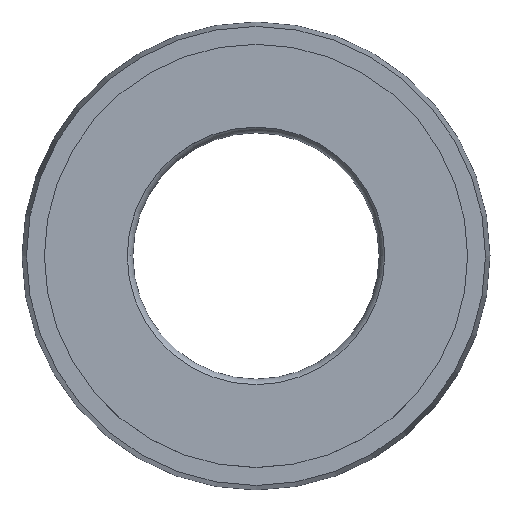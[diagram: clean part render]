
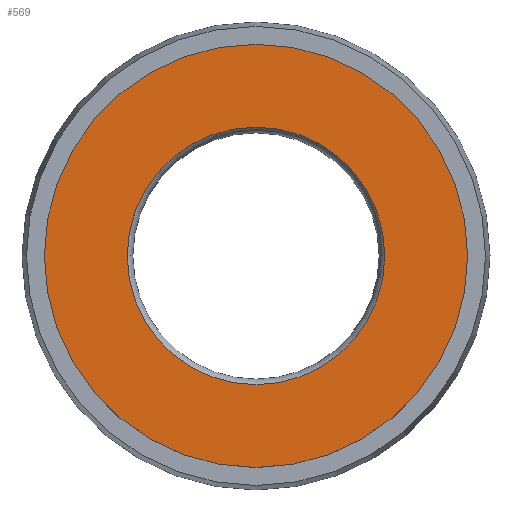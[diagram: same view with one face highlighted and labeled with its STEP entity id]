
A CAD part, top view. The second image highlights one B-rep face of the part: STEP entity #569.
In plain terms, the highlighted planar face has unit normal (0, 0, 1).
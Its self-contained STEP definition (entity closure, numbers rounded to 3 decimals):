
#3 = EDGE_CURVE ( 'NONE', #75, #236, #17, .T. ) ;
#17 = CIRCLE ( 'NONE', #83, 5.75 ) ;
#29 = PLANE ( 'NONE',  #256 ) ;
#64 = CARTESIAN_POINT ( 'NONE',  ( 0., 0., 0. ) ) ;
#75 = VERTEX_POINT ( 'NONE', #523 ) ;
#83 = AXIS2_PLACEMENT_3D ( 'NONE', #64, #171, #617 ) ;
#109 = DIRECTION ( 'NONE',  ( 0., 0., 1. ) ) ;
#167 = EDGE_CURVE ( 'NONE', #236, #75, #294, .T. ) ;
#171 = DIRECTION ( 'NONE',  ( 0., 0., 1. ) ) ;
#223 = EDGE_CURVE ( 'NONE', #235, #295, #441, .T. ) ;
#235 = VERTEX_POINT ( 'NONE', #644 ) ;
#236 = VERTEX_POINT ( 'NONE', #271 ) ;
#256 = AXIS2_PLACEMENT_3D ( 'NONE', #317, #307, #516 ) ;
#271 = CARTESIAN_POINT ( 'NONE',  ( -5.75, 0., 0. ) ) ;
#277 = CARTESIAN_POINT ( 'NONE',  ( 0., 0., 0. ) ) ;
#294 = CIRCLE ( 'NONE', #486, 5.75 ) ;
#295 = VERTEX_POINT ( 'NONE', #447 ) ;
#307 = DIRECTION ( 'NONE',  ( 0., 0., -1. ) ) ;
#317 = CARTESIAN_POINT ( 'NONE',  ( 0., 0., 0. ) ) ;
#347 = CIRCLE ( 'NONE', #615, 9.45 ) ;
#351 = DIRECTION ( 'NONE',  ( 1., 0., 0. ) ) ;
#359 = ORIENTED_EDGE ( 'NONE', *, *, #3, .F. ) ;
#361 = EDGE_CURVE ( 'NONE', #295, #235, #347, .T. ) ;
#370 = ORIENTED_EDGE ( 'NONE', *, *, #167, .F. ) ;
#380 = FACE_BOUND ( 'NONE', #479, .T. ) ;
#398 = ORIENTED_EDGE ( 'NONE', *, *, #223, .T. ) ;
#399 = ORIENTED_EDGE ( 'NONE', *, *, #361, .T. ) ;
#417 = AXIS2_PLACEMENT_3D ( 'NONE', #277, #530, #586 ) ;
#441 = CIRCLE ( 'NONE', #417, 9.45 ) ;
#447 = CARTESIAN_POINT ( 'NONE',  ( 9.45, 0., 0. ) ) ;
#477 = DIRECTION ( 'NONE',  ( 0., 0., 1. ) ) ;
#479 = EDGE_LOOP ( 'NONE', ( #359, #370 ) ) ;
#486 = AXIS2_PLACEMENT_3D ( 'NONE', #631, #477, #579 ) ;
#516 = DIRECTION ( 'NONE',  ( -1., 0., 0. ) ) ;
#523 = CARTESIAN_POINT ( 'NONE',  ( 5.75, 0., 0. ) ) ;
#530 = DIRECTION ( 'NONE',  ( 0., 0., 1. ) ) ;
#569 = ADVANCED_FACE ( 'NONE', ( #380, #629 ), #29, .F. ) ;
#579 = DIRECTION ( 'NONE',  ( 1., 0., 0. ) ) ;
#586 = DIRECTION ( 'NONE',  ( 1., 0., 0. ) ) ;
#593 = EDGE_LOOP ( 'NONE', ( #399, #398 ) ) ;
#602 = CARTESIAN_POINT ( 'NONE',  ( 0., 0., 0. ) ) ;
#615 = AXIS2_PLACEMENT_3D ( 'NONE', #602, #109, #351 ) ;
#617 = DIRECTION ( 'NONE',  ( 1., 0., 0. ) ) ;
#629 = FACE_OUTER_BOUND ( 'NONE', #593, .T. ) ;
#631 = CARTESIAN_POINT ( 'NONE',  ( 0., 0., 0. ) ) ;
#644 = CARTESIAN_POINT ( 'NONE',  ( -9.45, 0., 0. ) ) ;
